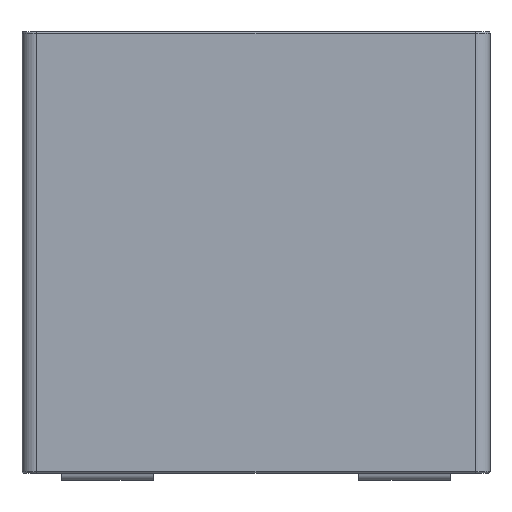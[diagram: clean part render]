
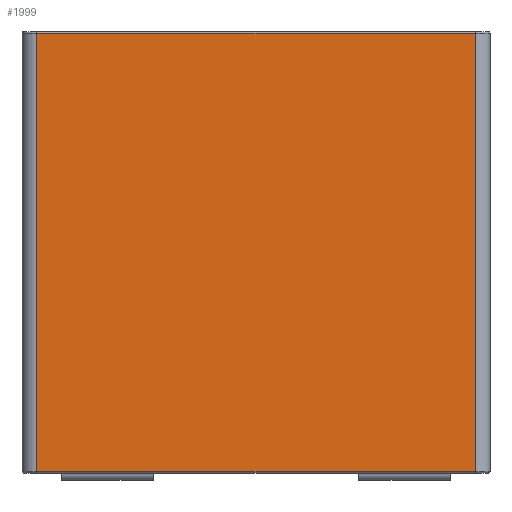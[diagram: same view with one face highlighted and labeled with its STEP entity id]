
A CAD part, front view. The second image highlights one B-rep face of the part: STEP entity #1999.
In plain terms, the highlighted planar face has unit normal (0, -1, 0).
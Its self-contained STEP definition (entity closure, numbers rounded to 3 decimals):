
#16 = VECTOR ( 'NONE', #602, 1000. ) ;
#96 = EDGE_LOOP ( 'NONE', ( #768, #316, #2308, #153 ) ) ;
#148 = FACE_OUTER_BOUND ( 'NONE', #96, .T. ) ;
#153 = ORIENTED_EDGE ( 'NONE', *, *, #2340, .T. ) ;
#191 = CARTESIAN_POINT ( 'NONE',  ( 2.98, -3.28, 6.1 ) ) ;
#217 = CARTESIAN_POINT ( 'NONE',  ( 2.98, -3.28, 6.08 ) ) ;
#289 = DIRECTION ( 'NONE',  ( 0., 0., -1. ) ) ;
#316 = ORIENTED_EDGE ( 'NONE', *, *, #453, .T. ) ;
#344 = AXIS2_PLACEMENT_3D ( 'NONE', #1183, #1620, #425 ) ;
#425 = DIRECTION ( 'NONE',  ( 0., 0., 1. ) ) ;
#453 = EDGE_CURVE ( 'NONE', #2279, #2015, #465, .T. ) ;
#465 = LINE ( 'NONE', #1379, #16 ) ;
#544 = VERTEX_POINT ( 'NONE', #217 ) ;
#602 = DIRECTION ( 'NONE',  ( 1., 0., 0. ) ) ;
#768 = ORIENTED_EDGE ( 'NONE', *, *, #1736, .T. ) ;
#963 = LINE ( 'NONE', #191, #1655 ) ;
#966 = VECTOR ( 'NONE', #289, 1000. ) ;
#996 = PLANE ( 'NONE',  #344 ) ;
#1153 = DIRECTION ( 'NONE',  ( 0., 0., 1. ) ) ;
#1154 = VECTOR ( 'NONE', #1242, 1000. ) ;
#1183 = CARTESIAN_POINT ( 'NONE',  ( -3.18, -3.28, 6.1 ) ) ;
#1242 = DIRECTION ( 'NONE',  ( -1., 0., 0. ) ) ;
#1379 = CARTESIAN_POINT ( 'NONE',  ( -3.18, -3.28, 0.12 ) ) ;
#1380 = CARTESIAN_POINT ( 'NONE',  ( -2.98, -3.28, 0.12 ) ) ;
#1620 = DIRECTION ( 'NONE',  ( 0., 1., 0. ) ) ;
#1636 = CARTESIAN_POINT ( 'NONE',  ( -2.98, -3.28, 6.08 ) ) ;
#1655 = VECTOR ( 'NONE', #1153, 1000. ) ;
#1692 = LINE ( 'NONE', #1841, #1154 ) ;
#1711 = CARTESIAN_POINT ( 'NONE',  ( -2.98, -3.28, 6.1 ) ) ;
#1736 = EDGE_CURVE ( 'NONE', #2364, #2279, #2325, .T. ) ;
#1841 = CARTESIAN_POINT ( 'NONE',  ( -2.98, -3.28, 6.08 ) ) ;
#1999 = ADVANCED_FACE ( 'NONE', ( #148 ), #996, .F. ) ;
#2015 = VERTEX_POINT ( 'NONE', #2023 ) ;
#2023 = CARTESIAN_POINT ( 'NONE',  ( 2.98, -3.28, 0.12 ) ) ;
#2279 = VERTEX_POINT ( 'NONE', #1380 ) ;
#2308 = ORIENTED_EDGE ( 'NONE', *, *, #2554, .T. ) ;
#2325 = LINE ( 'NONE', #1711, #966 ) ;
#2340 = EDGE_CURVE ( 'NONE', #544, #2364, #1692, .T. ) ;
#2364 = VERTEX_POINT ( 'NONE', #1636 ) ;
#2554 = EDGE_CURVE ( 'NONE', #2015, #544, #963, .T. ) ;
